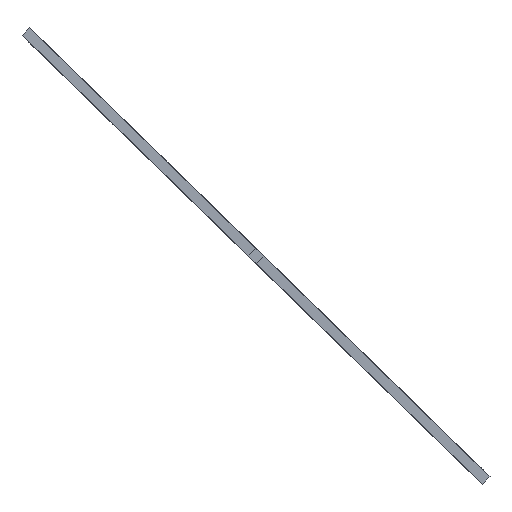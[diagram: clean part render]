
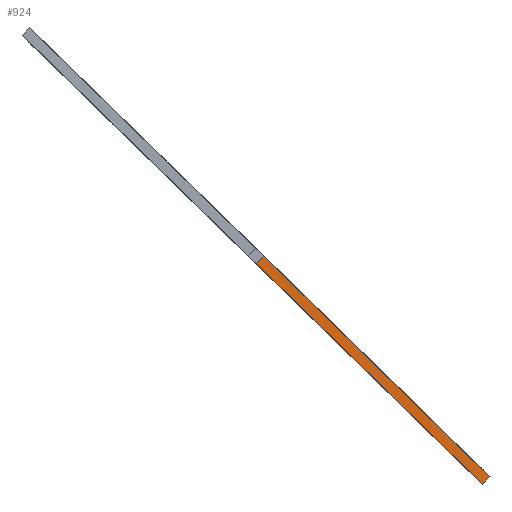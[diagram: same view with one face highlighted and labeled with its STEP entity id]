
A CAD part, front view. The second image highlights one B-rep face of the part: STEP entity #924.
In plain terms, the highlighted planar face has unit normal (0, -1, 0).
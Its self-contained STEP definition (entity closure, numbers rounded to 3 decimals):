
#60=PLANE('',#1024);
#104=FACE_OUTER_BOUND('',#148,.T.);
#148=EDGE_LOOP('',(#761,#762,#763,#764));
#243=LINE('',#1501,#329);
#258=LINE('',#1532,#344);
#259=LINE('',#1534,#345);
#260=LINE('',#1535,#346);
#329=VECTOR('',#1243,10.);
#344=VECTOR('',#1268,10.);
#345=VECTOR('',#1269,10.);
#346=VECTOR('',#1270,10.);
#469=VERTEX_POINT('',#1498);
#470=VERTEX_POINT('',#1500);
#481=VERTEX_POINT('',#1531);
#482=VERTEX_POINT('',#1533);
#585=EDGE_CURVE('',#470,#469,#243,.T.);
#600=EDGE_CURVE('',#469,#481,#258,.T.);
#601=EDGE_CURVE('',#481,#482,#259,.T.);
#602=EDGE_CURVE('',#482,#470,#260,.T.);
#761=ORIENTED_EDGE('',*,*,#585,.T.);
#762=ORIENTED_EDGE('',*,*,#600,.T.);
#763=ORIENTED_EDGE('',*,*,#601,.T.);
#764=ORIENTED_EDGE('',*,*,#602,.T.);
#924=ADVANCED_FACE('',(#104),#60,.F.);
#1024=AXIS2_PLACEMENT_3D('',#1530,#1266,#1267);
#1243=DIRECTION('',(-0.698,0.,-0.716));
#1266=DIRECTION('center_axis',(0.,1.,0.));
#1267=DIRECTION('ref_axis',(1.,0.,0.));
#1268=DIRECTION('',(0.716,0.,-0.698));
#1269=DIRECTION('',(0.698,0.,0.716));
#1270=DIRECTION('',(-0.716,0.,0.698));
#1498=CARTESIAN_POINT('',(140.135,100.,102.886));
#1500=CARTESIAN_POINT('',(147.115,100.,110.046));
#1501=CARTESIAN_POINT('',(145.37,100.,108.256));
#1530=CARTESIAN_POINT('Origin',(140.,100.,110.));
#1531=CARTESIAN_POINT('',(351.325,100.,-102.994));
#1532=CARTESIAN_POINT('',(-78.306,100.,315.834));
#1533=CARTESIAN_POINT('',(358.306,100.,-95.834));
#1534=CARTESIAN_POINT('',(351.325,100.,-102.994));
#1535=CARTESIAN_POINT('',(358.306,100.,-95.834));
